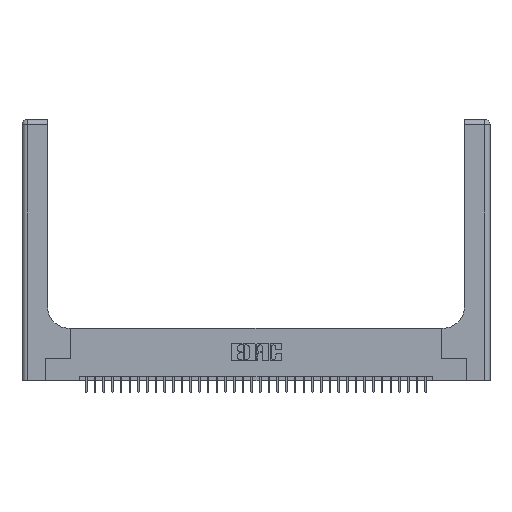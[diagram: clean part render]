
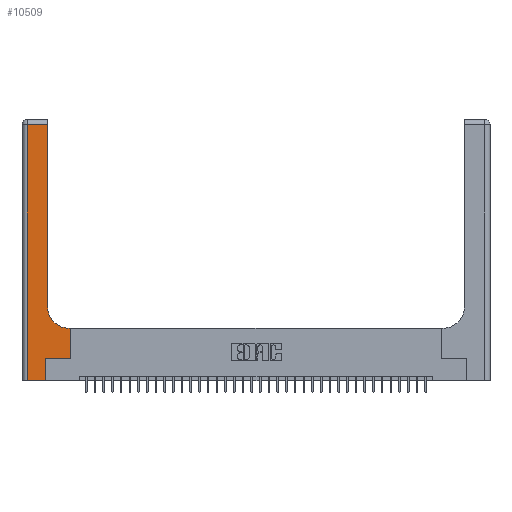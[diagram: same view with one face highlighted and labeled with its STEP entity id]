
A CAD part, top view. The second image highlights one B-rep face of the part: STEP entity #10509.
In plain terms, the highlighted planar face has unit normal (0, 0, 1).
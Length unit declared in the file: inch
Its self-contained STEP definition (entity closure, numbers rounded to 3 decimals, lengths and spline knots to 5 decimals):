
#272 = LINE ( 'NONE', #14872, #9513 ) ;
#499 = DIRECTION ( 'NONE',  ( -1., 0., 0. ) ) ;
#597 = EDGE_CURVE ( 'NONE', #24715, #23435, #8760, .T. ) ;
#1137 = DIRECTION ( 'NONE',  ( 0., 0., -1. ) ) ;
#1141 = EDGE_CURVE ( 'NONE', #5997, #21667, #33453, .T. ) ;
#1474 = CARTESIAN_POINT ( 'NONE',  ( 0.2915, 3., 0.37 ) ) ;
#1830 = CARTESIAN_POINT ( 'NONE',  ( 0.5415, 0.6, 0.37 ) ) ;
#1964 = EDGE_CURVE ( 'NONE', #2033, #24715, #27111, .T. ) ;
#2033 = VERTEX_POINT ( 'NONE', #16461 ) ;
#2598 = EDGE_CURVE ( 'NONE', #23435, #5997, #272, .T. ) ;
#2908 = LINE ( 'NONE', #34559, #9510 ) ;
#3607 = EDGE_CURVE ( 'NONE', #29514, #21309, #27609, .T. ) ;
#3870 = ORIENTED_EDGE ( 'NONE', *, *, #4682, .T. ) ;
#4450 = ORIENTED_EDGE ( 'NONE', *, *, #10843, .T. ) ;
#4682 = EDGE_CURVE ( 'NONE', #21667, #29514, #9025, .T. ) ;
#5296 = CARTESIAN_POINT ( 'NONE',  ( 0.5415, 0.85, 0.37 ) ) ;
#5997 = VERTEX_POINT ( 'NONE', #7007 ) ;
#6416 = DIRECTION ( 'NONE',  ( 0., 1., 0. ) ) ;
#7007 = CARTESIAN_POINT ( 'NONE',  ( 0.5585, 0.6, 0.37 ) ) ;
#7465 = FACE_OUTER_BOUND ( 'NONE', #29186, .T. ) ;
#8153 = LINE ( 'NONE', #11142, #26444 ) ;
#8322 = ORIENTED_EDGE ( 'NONE', *, *, #1141, .T. ) ;
#8760 = LINE ( 'NONE', #25943, #36872 ) ;
#8994 = EDGE_CURVE ( 'NONE', #21309, #35984, #2908, .T. ) ;
#9025 = CIRCLE ( 'NONE', #25115, 0.25 ) ;
#9510 = VECTOR ( 'NONE', #499, 39.37008 ) ;
#9513 = VECTOR ( 'NONE', #6416, 39.37008 ) ;
#10457 = PLANE ( 'NONE',  #31814 ) ;
#10509 = ADVANCED_FACE ( 'NONE', ( #7465 ), #10457, .F. ) ;
#10812 = CARTESIAN_POINT ( 'NONE',  ( 0.2915, 0.6, 0.37 ) ) ;
#10843 = EDGE_CURVE ( 'NONE', #35984, #17814, #8153, .T. ) ;
#11085 = DIRECTION ( 'NONE',  ( 1., 0., 0. ) ) ;
#11142 = CARTESIAN_POINT ( 'NONE',  ( 0.06, 3., 0.37 ) ) ;
#11176 = CARTESIAN_POINT ( 'NONE',  ( 0.5585, 0.25, 0.37 ) ) ;
#12876 = DIRECTION ( 'NONE',  ( 0., 1., 0. ) ) ;
#12902 = DIRECTION ( 'NONE',  ( 0., 1., 0. ) ) ;
#13046 = ORIENTED_EDGE ( 'NONE', *, *, #597, .T. ) ;
#13687 = DIRECTION ( 'NONE',  ( 1., 0., 0. ) ) ;
#14872 = CARTESIAN_POINT ( 'NONE',  ( 0.5585, 0.25, 0.37 ) ) ;
#14876 = VECTOR ( 'NONE', #12902, 39.37008 ) ;
#15388 = CARTESIAN_POINT ( 'NONE',  ( 0., 3., 0.37 ) ) ;
#15477 = ORIENTED_EDGE ( 'NONE', *, *, #26233, .T. ) ;
#16461 = CARTESIAN_POINT ( 'NONE',  ( 0.269, 0., 0.37 ) ) ;
#16747 = DIRECTION ( 'NONE',  ( 0., 0., -1. ) ) ;
#17814 = VERTEX_POINT ( 'NONE', #21564 ) ;
#19653 = CARTESIAN_POINT ( 'NONE',  ( 0., 0., 0.37 ) ) ;
#20770 = CARTESIAN_POINT ( 'NONE',  ( 0.2915, 0.85, 0.37 ) ) ;
#21309 = VERTEX_POINT ( 'NONE', #36095 ) ;
#21564 = CARTESIAN_POINT ( 'NONE',  ( 0.06, 0., 0.37 ) ) ;
#21667 = VERTEX_POINT ( 'NONE', #1830 ) ;
#23167 = DIRECTION ( 'NONE',  ( 1., 0., 0. ) ) ;
#23435 = VERTEX_POINT ( 'NONE', #11176 ) ;
#24631 = DIRECTION ( 'NONE',  ( 0., -1., 0. ) ) ;
#24715 = VERTEX_POINT ( 'NONE', #28891 ) ;
#24754 = ORIENTED_EDGE ( 'NONE', *, *, #1964, .T. ) ;
#24931 = VECTOR ( 'NONE', #28179, 39.37008 ) ;
#25115 = AXIS2_PLACEMENT_3D ( 'NONE', #5296, #16747, #11085 ) ;
#25542 = ORIENTED_EDGE ( 'NONE', *, *, #2598, .T. ) ;
#25943 = CARTESIAN_POINT ( 'NONE',  ( 0.269, 0.25, 0.37 ) ) ;
#26233 = EDGE_CURVE ( 'NONE', #17814, #2033, #27857, .T. ) ;
#26444 = VECTOR ( 'NONE', #24631, 39.37008 ) ;
#26547 = CARTESIAN_POINT ( 'NONE',  ( 0.269, 0., 0.37 ) ) ;
#27111 = LINE ( 'NONE', #26547, #14876 ) ;
#27432 = ORIENTED_EDGE ( 'NONE', *, *, #8994, .T. ) ;
#27609 = LINE ( 'NONE', #1474, #33447 ) ;
#27857 = LINE ( 'NONE', #19653, #33933 ) ;
#28179 = DIRECTION ( 'NONE',  ( -1., 0., 0. ) ) ;
#28891 = CARTESIAN_POINT ( 'NONE',  ( 0.269, 0.25, 0.37 ) ) ;
#29186 = EDGE_LOOP ( 'NONE', ( #31110, #27432, #4450, #15477, #24754, #13046, #25542, #8322, #3870 ) ) ;
#29514 = VERTEX_POINT ( 'NONE', #20770 ) ;
#31110 = ORIENTED_EDGE ( 'NONE', *, *, #3607, .T. ) ;
#31448 = CARTESIAN_POINT ( 'NONE',  ( 0.06, 2.94, 0.37 ) ) ;
#31814 = AXIS2_PLACEMENT_3D ( 'NONE', #15388, #1137, #35394 ) ;
#33447 = VECTOR ( 'NONE', #12876, 39.37008 ) ;
#33453 = LINE ( 'NONE', #10812, #24931 ) ;
#33933 = VECTOR ( 'NONE', #13687, 39.37008 ) ;
#34559 = CARTESIAN_POINT ( 'NONE',  ( 0., 2.94, 0.37 ) ) ;
#35394 = DIRECTION ( 'NONE',  ( -1., 0., 0. ) ) ;
#35984 = VERTEX_POINT ( 'NONE', #31448 ) ;
#36095 = CARTESIAN_POINT ( 'NONE',  ( 0.2915, 2.94, 0.37 ) ) ;
#36872 = VECTOR ( 'NONE', #23167, 39.37008 ) ;
